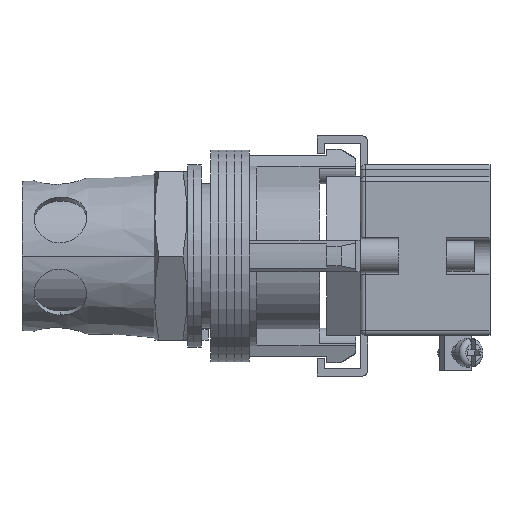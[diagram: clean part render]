
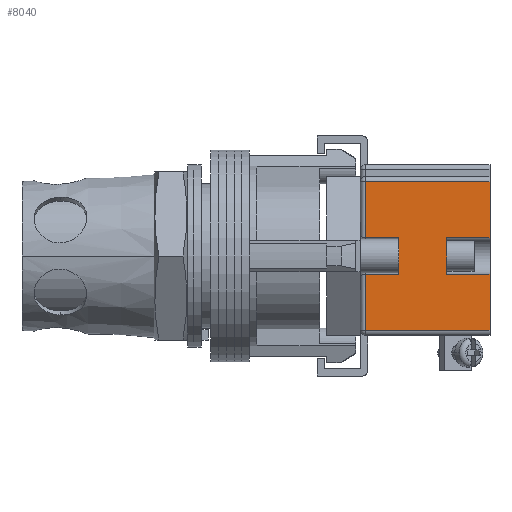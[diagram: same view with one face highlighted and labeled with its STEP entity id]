
A CAD part, left-side view. The second image highlights one B-rep face of the part: STEP entity #8040.
In plain terms, the highlighted planar face has unit normal (-1, 0, 0).
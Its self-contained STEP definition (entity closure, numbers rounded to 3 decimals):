
#24 = DIRECTION ( 'NONE',  ( 0., 0., 1. ) ) ;
#236 = LINE ( 'NONE', #338, #11897 ) ;
#294 = DIRECTION ( 'NONE',  ( 0., 0., -1. ) ) ;
#338 = CARTESIAN_POINT ( 'NONE',  ( -21.25, -50.1, -16.5 ) ) ;
#978 = EDGE_CURVE ( 'NONE', #7219, #6123, #8501, .T. ) ;
#1131 = LINE ( 'NONE', #13150, #8946 ) ;
#1316 = VERTEX_POINT ( 'NONE', #6399 ) ;
#1426 = ORIENTED_EDGE ( 'NONE', *, *, #5781, .F. ) ;
#1434 = CARTESIAN_POINT ( 'NONE',  ( -21.25, -50.1, -16.5 ) ) ;
#1997 = ORIENTED_EDGE ( 'NONE', *, *, #10196, .F. ) ;
#2167 = EDGE_CURVE ( 'NONE', #14336, #3399, #5546, .T. ) ;
#2221 = LINE ( 'NONE', #10871, #6940 ) ;
#2315 = VECTOR ( 'NONE', #12904, 1000. ) ;
#2665 = ORIENTED_EDGE ( 'NONE', *, *, #5336, .F. ) ;
#2719 = ORIENTED_EDGE ( 'NONE', *, *, #5698, .T. ) ;
#3056 = VECTOR ( 'NONE', #13972, 1000. ) ;
#3132 = EDGE_CURVE ( 'NONE', #5242, #3221, #8458, .T. ) ;
#3221 = VERTEX_POINT ( 'NONE', #12682 ) ;
#3272 = CARTESIAN_POINT ( 'NONE',  ( -21.25, -50.1, -16.5 ) ) ;
#3286 = VECTOR ( 'NONE', #6849, 1000. ) ;
#3361 = PLANE ( 'NONE',  #12667 ) ;
#3399 = VERTEX_POINT ( 'NONE', #11962 ) ;
#3431 = VERTEX_POINT ( 'NONE', #10689 ) ;
#3438 = CARTESIAN_POINT ( 'NONE',  ( -21.25, -24.1, -16.5 ) ) ;
#3453 = CARTESIAN_POINT ( 'NONE',  ( -21.25, -41.1, -3.75 ) ) ;
#3576 = CARTESIAN_POINT ( 'NONE',  ( -21.25, -41.1, -3.75 ) ) ;
#3668 = VECTOR ( 'NONE', #7258, 1000. ) ;
#3799 = CARTESIAN_POINT ( 'NONE',  ( -21.25, -31.1, -3.75 ) ) ;
#4115 = FACE_OUTER_BOUND ( 'NONE', #12140, .T. ) ;
#4461 = VECTOR ( 'NONE', #10348, 1000. ) ;
#4776 = ORIENTED_EDGE ( 'NONE', *, *, #9386, .T. ) ;
#4842 = ORIENTED_EDGE ( 'NONE', *, *, #2167, .T. ) ;
#5242 = VERTEX_POINT ( 'NONE', #9529 ) ;
#5336 = EDGE_CURVE ( 'NONE', #1316, #3399, #13458, .T. ) ;
#5481 = CARTESIAN_POINT ( 'NONE',  ( -21.25, -50.1, -3.75 ) ) ;
#5507 = DIRECTION ( 'NONE',  ( 1., 0., 0. ) ) ;
#5546 = LINE ( 'NONE', #3438, #3286 ) ;
#5585 = VERTEX_POINT ( 'NONE', #6425 ) ;
#5698 = EDGE_CURVE ( 'NONE', #8299, #10839, #14156, .T. ) ;
#5781 = EDGE_CURVE ( 'NONE', #6123, #12702, #10834, .T. ) ;
#6024 = ORIENTED_EDGE ( 'NONE', *, *, #10584, .T. ) ;
#6123 = VERTEX_POINT ( 'NONE', #3576 ) ;
#6336 = ORIENTED_EDGE ( 'NONE', *, *, #12597, .T. ) ;
#6399 = CARTESIAN_POINT ( 'NONE',  ( -21.25, -31.1, 3.75 ) ) ;
#6425 = CARTESIAN_POINT ( 'NONE',  ( -21.25, -24.1, -15.5 ) ) ;
#6645 = VECTOR ( 'NONE', #13348, 1000. ) ;
#6849 = DIRECTION ( 'NONE',  ( 0., 0., -1. ) ) ;
#6940 = VECTOR ( 'NONE', #24, 1000. ) ;
#7219 = VERTEX_POINT ( 'NONE', #8981 ) ;
#7258 = DIRECTION ( 'NONE',  ( 0., -1., 0. ) ) ;
#7822 = ORIENTED_EDGE ( 'NONE', *, *, #8423, .T. ) ;
#8040 = ADVANCED_FACE ( 'NONE', ( #4115 ), #3361, .F. ) ;
#8091 = CARTESIAN_POINT ( 'NONE',  ( -21.25, -24.1, 15.5 ) ) ;
#8299 = VERTEX_POINT ( 'NONE', #3799 ) ;
#8389 = ORIENTED_EDGE ( 'NONE', *, *, #11891, .F. ) ;
#8423 = EDGE_CURVE ( 'NONE', #5585, #3431, #11232, .T. ) ;
#8458 = LINE ( 'NONE', #1434, #4461 ) ;
#8501 = LINE ( 'NONE', #13555, #11293 ) ;
#8568 = CARTESIAN_POINT ( 'NONE',  ( -21.25, -31.1, -3.75 ) ) ;
#8764 = DIRECTION ( 'NONE',  ( 0., 1., 0. ) ) ;
#8946 = VECTOR ( 'NONE', #11928, 1000. ) ;
#8981 = CARTESIAN_POINT ( 'NONE',  ( -21.25, -41.1, 3.75 ) ) ;
#9236 = LINE ( 'NONE', #13923, #3668 ) ;
#9386 = EDGE_CURVE ( 'NONE', #5242, #14336, #13132, .T. ) ;
#9524 = ORIENTED_EDGE ( 'NONE', *, *, #978, .F. ) ;
#9529 = CARTESIAN_POINT ( 'NONE',  ( -21.25, -50.1, 15.5 ) ) ;
#9626 = CARTESIAN_POINT ( 'NONE',  ( -21.25, -50.1, 15.5 ) ) ;
#9721 = CARTESIAN_POINT ( 'NONE',  ( -21.25, -31.1, 3.75 ) ) ;
#9785 = VECTOR ( 'NONE', #8764, 1000. ) ;
#10196 = EDGE_CURVE ( 'NONE', #12702, #3431, #236, .T. ) ;
#10348 = DIRECTION ( 'NONE',  ( 0., 0., -1. ) ) ;
#10584 = EDGE_CURVE ( 'NONE', #7219, #3221, #9236, .T. ) ;
#10689 = CARTESIAN_POINT ( 'NONE',  ( -21.25, -50.1, -15.5 ) ) ;
#10834 = LINE ( 'NONE', #3453, #6645 ) ;
#10839 = VERTEX_POINT ( 'NONE', #12128 ) ;
#10871 = CARTESIAN_POINT ( 'NONE',  ( -21.25, -31.1, 0. ) ) ;
#11192 = VECTOR ( 'NONE', #13146, 1000. ) ;
#11232 = LINE ( 'NONE', #14026, #3056 ) ;
#11293 = VECTOR ( 'NONE', #13457, 1000. ) ;
#11891 = EDGE_CURVE ( 'NONE', #8299, #1316, #2221, .T. ) ;
#11897 = VECTOR ( 'NONE', #294, 1000. ) ;
#11928 = DIRECTION ( 'NONE',  ( 0., 0., -1. ) ) ;
#11962 = CARTESIAN_POINT ( 'NONE',  ( -21.25, -24.1, 3.75 ) ) ;
#12128 = CARTESIAN_POINT ( 'NONE',  ( -21.25, -24.1, -3.75 ) ) ;
#12140 = EDGE_LOOP ( 'NONE', ( #1997, #1426, #9524, #6024, #13491, #4776, #4842, #2665, #8389, #2719, #6336, #7822 ) ) ;
#12194 = DIRECTION ( 'NONE',  ( 0., 0., -1. ) ) ;
#12597 = EDGE_CURVE ( 'NONE', #10839, #5585, #1131, .T. ) ;
#12667 = AXIS2_PLACEMENT_3D ( 'NONE', #3272, #5507, #12194 ) ;
#12682 = CARTESIAN_POINT ( 'NONE',  ( -21.25, -50.1, 3.75 ) ) ;
#12702 = VERTEX_POINT ( 'NONE', #5481 ) ;
#12904 = DIRECTION ( 'NONE',  ( 0., 1., 0. ) ) ;
#13132 = LINE ( 'NONE', #9626, #2315 ) ;
#13146 = DIRECTION ( 'NONE',  ( 0., 1., 0. ) ) ;
#13150 = CARTESIAN_POINT ( 'NONE',  ( -21.25, -24.1, -16.5 ) ) ;
#13348 = DIRECTION ( 'NONE',  ( 0., -1., 0. ) ) ;
#13457 = DIRECTION ( 'NONE',  ( 0., 0., -1. ) ) ;
#13458 = LINE ( 'NONE', #9721, #11192 ) ;
#13491 = ORIENTED_EDGE ( 'NONE', *, *, #3132, .F. ) ;
#13555 = CARTESIAN_POINT ( 'NONE',  ( -21.25, -41.1, 3.75 ) ) ;
#13923 = CARTESIAN_POINT ( 'NONE',  ( -21.25, -41.1, 3.75 ) ) ;
#13972 = DIRECTION ( 'NONE',  ( 0., -1., 0. ) ) ;
#14026 = CARTESIAN_POINT ( 'NONE',  ( -21.25, -50.1, -15.5 ) ) ;
#14156 = LINE ( 'NONE', #8568, #9785 ) ;
#14336 = VERTEX_POINT ( 'NONE', #8091 ) ;
